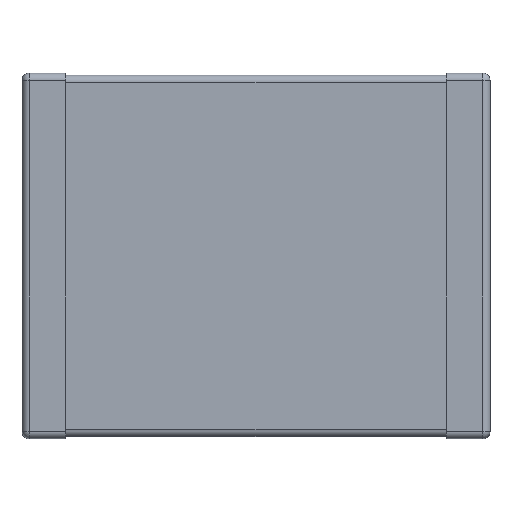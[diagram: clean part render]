
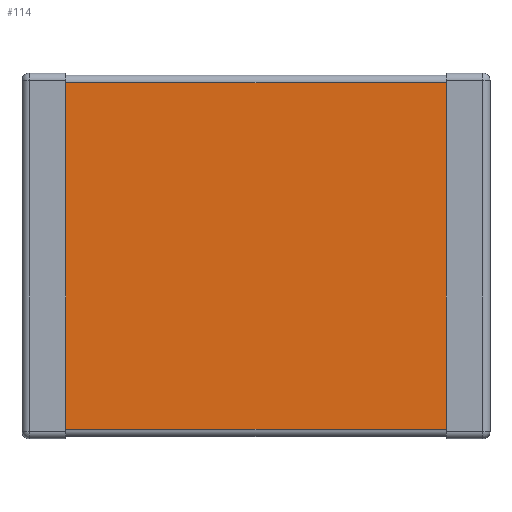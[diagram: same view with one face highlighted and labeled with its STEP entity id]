
A CAD part, top view. The second image highlights one B-rep face of the part: STEP entity #114.
In plain terms, the highlighted planar face has unit normal (0, 0, 1).
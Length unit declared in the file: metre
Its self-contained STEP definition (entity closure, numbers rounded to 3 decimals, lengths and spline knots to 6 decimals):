
#114 = ADVANCED_FACE( '', ( #248 ), #249, .F. );
#248 = FACE_OUTER_BOUND( '', #403, .T. );
#249 = PLANE( '', #404 );
#403 = EDGE_LOOP( '', ( #635, #636, #637, #638 ) );
#404 = AXIS2_PLACEMENT_3D( '', #639, #640, #641 );
#635 = ORIENTED_EDGE( '', *, *, #938, .T. );
#636 = ORIENTED_EDGE( '', *, *, #949, .T. );
#637 = ORIENTED_EDGE( '', *, *, #950, .F. );
#638 = ORIENTED_EDGE( '', *, *, #951, .T. );
#639 = CARTESIAN_POINT( '', ( 0., -0.001235, 0.000885 ) );
#640 = DIRECTION( '', ( 0., 0., -1. ) );
#641 = DIRECTION( '', ( -1., 0., 0. ) );
#938 = EDGE_CURVE( '', #1124, #1122, #1125, .T. );
#949 = EDGE_CURVE( '', #1122, #1139, #1140, .T. );
#950 = EDGE_CURVE( '', #1141, #1139, #1142, .T. );
#951 = EDGE_CURVE( '', #1141, #1124, #1143, .F. );
#1122 = VERTEX_POINT( '', #1355 );
#1124 = VERTEX_POINT( '', #1357 );
#1125 = LINE( '', #1358, #1359 );
#1139 = VERTEX_POINT( '', #1377 );
#1140 = LINE( '', #1378, #1379 );
#1141 = VERTEX_POINT( '', #1380 );
#1142 = LINE( '', #1381, #1382 );
#1143 = LINE( '', #1383, #1384 );
#1355 = CARTESIAN_POINT( '', ( 0.00145, 0.001185, 0.000885 ) );
#1357 = CARTESIAN_POINT( '', ( 0.00145, -0.001185, 0.000885 ) );
#1358 = CARTESIAN_POINT( '', ( 0.00145, -0.001235, 0.000885 ) );
#1359 = VECTOR( '', #1561, 1. );
#1377 = CARTESIAN_POINT( '', ( -0.00145, 0.001185, 0.000885 ) );
#1378 = CARTESIAN_POINT( '', ( -0.00145, 0.001185, 0.000885 ) );
#1379 = VECTOR( '', #1575, 1. );
#1380 = CARTESIAN_POINT( '', ( -0.00145, -0.001185, 0.000885 ) );
#1381 = CARTESIAN_POINT( '', ( -0.00145, -0.001235, 0.000885 ) );
#1382 = VECTOR( '', #1576, 1. );
#1383 = CARTESIAN_POINT( '', ( 0.00145, -0.001185, 0.000885 ) );
#1384 = VECTOR( '', #1577, 1. );
#1561 = DIRECTION( '', ( 0., 1., 0. ) );
#1575 = DIRECTION( '', ( -1., 0., 0. ) );
#1576 = DIRECTION( '', ( 0., 1., 0. ) );
#1577 = DIRECTION( '', ( -1., 0., 0. ) );
